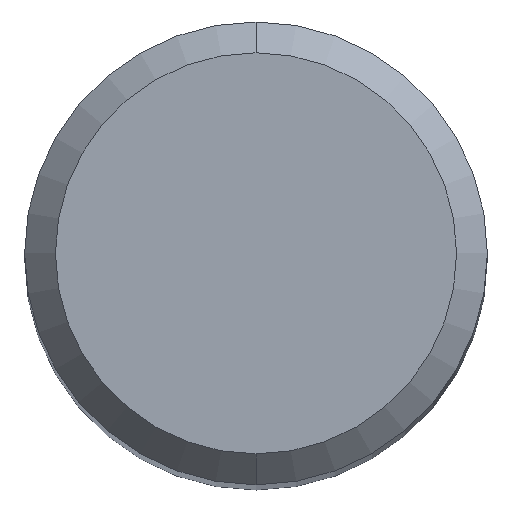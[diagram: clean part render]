
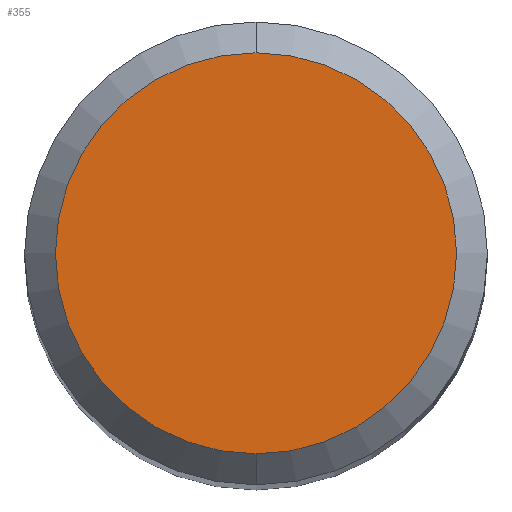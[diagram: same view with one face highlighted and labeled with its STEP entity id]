
A CAD part, top view. The second image highlights one B-rep face of the part: STEP entity #355.
In plain terms, the highlighted planar face has unit normal (0, 0, 1).
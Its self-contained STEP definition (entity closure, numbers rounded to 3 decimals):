
#191=EDGE_CURVE('',#461,#287,#500,.T.);
#287=VERTEX_POINT('',#610);
#355=ADVANCED_FACE('',(#681),#682,.T.);
#373=EDGE_CURVE('',#287,#461,#703,.T.);
#461=VERTEX_POINT('',#798);
#500=CIRCLE('',#833,2.6);
#610=CARTESIAN_POINT('',(0.,-2.6,0.0));
#681=FACE_OUTER_BOUND('',#1187,.T.);
#682=PLANE('',#1188);
#703=CIRCLE('',#1217,2.6);
#798=CARTESIAN_POINT('',(0.0,2.6,0.0));
#833=AXIS2_PLACEMENT_3D('',#1470,#1471,#1472);
#1187=EDGE_LOOP('',(#1687,#1688));
#1188=AXIS2_PLACEMENT_3D('',#1689,#1690,#1691);
#1217=AXIS2_PLACEMENT_3D('',#1722,#1723,#1724);
#1470=CARTESIAN_POINT('',(0.0,0.0,0.0));
#1471=DIRECTION('',(0.0,0.0,-1.0));
#1472=DIRECTION('',(0.0,1.0,0.0));
#1687=ORIENTED_EDGE('',*,*,#191,.F.);
#1688=ORIENTED_EDGE('',*,*,#373,.F.);
#1689=CARTESIAN_POINT('',(0.0,1.3,0.0));
#1690=DIRECTION('',(-0.0,0.0,1.0));
#1691=DIRECTION('',(0.0,-1.0,0.0));
#1722=CARTESIAN_POINT('',(0.0,0.0,0.0));
#1723=DIRECTION('',(0.0,0.0,-1.0));
#1724=DIRECTION('',(0.0,1.0,0.0));
